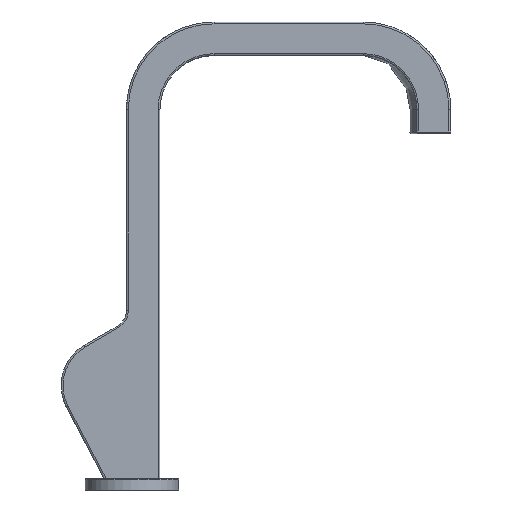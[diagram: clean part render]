
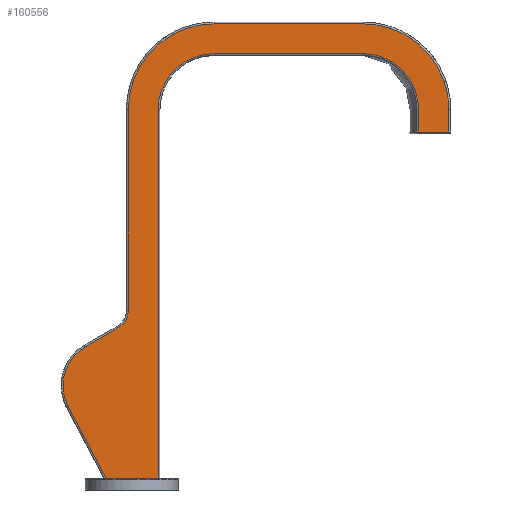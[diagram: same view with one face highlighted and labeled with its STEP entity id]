
A CAD part, front view. The second image highlights one B-rep face of the part: STEP entity #160556.
In plain terms, the highlighted planar face has unit normal (0, -1, 0).
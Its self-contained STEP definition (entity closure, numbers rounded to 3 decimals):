
#159056=CARTESIAN_POINT(' ',(170.,-17.5,186.));
#159057=VERTEX_POINT(' ',#159056);
#159071=CARTESIAN_POINT(' ',(170.,-17.5,186.));
#159076=DIRECTION(' ',(-1.,0.,0.));
#159081=VECTOR(' ',#159076,1.);
#159086=LINE('',#159071,#159081);
#159091=CARTESIAN_POINT(' ',(153.633,-17.5,186.));
#159092=VERTEX_POINT(' ',#159091);
#159096=EDGE_CURVE(' ',#159057,#159092,#159086,.T.);
#159926=DIRECTION(' ',(0.,-1.,0.));
#159931=CARTESIAN_POINT(' ',(-37.518,-17.5,0.));
#159936=DIRECTION(' ',(1.,0.,0.));
#159941=AXIS2_PLACEMENT_3D(' ',#159931,#159926,#159936);
#159946=PLANE('',#159941);
#159951=CARTESIAN_POINT(' ',(170.,-17.5,186.));
#159956=DIRECTION(' ',(0.,0.,1.));
#159961=VECTOR(' ',#159956,1.);
#159966=LINE('',#159951,#159961);
#159971=CARTESIAN_POINT(' ',(170.,-17.5,198.));
#159972=VERTEX_POINT(' ',#159971);
#159976=EDGE_CURVE(' ',#159057,#159972,#159966,.T.);
#159981=ORIENTED_EDGE(' ',*,*,#159976,.T.);
#159986=CARTESIAN_POINT(' ',(123.999,-17.5,197.999));
#159991=DIRECTION(' ',(0.,-1.,0.));
#159996=DIRECTION(' ',(1.,0.,0.));
#160001=AXIS2_PLACEMENT_3D(' ',#159986,#159991,#159996);
#160006=CIRCLE('',#160001,46.001);
#160011=CARTESIAN_POINT(' ',(124.,-17.5,244.));
#160012=VERTEX_POINT(' ',#160011);
#160016=EDGE_CURVE(' ',#159972,#160012,#160006,.T.);
#160021=ORIENTED_EDGE(' ',*,*,#160016,.T.);
#160026=CARTESIAN_POINT(' ',(124.,-17.5,244.));
#160031=DIRECTION(' ',(-1.,0.,0.));
#160036=VECTOR(' ',#160031,1.);
#160041=LINE('',#160026,#160036);
#160046=CARTESIAN_POINT(' ',(44.,-17.5,244.));
#160047=VERTEX_POINT(' ',#160046);
#160051=EDGE_CURVE(' ',#160012,#160047,#160041,.T.);
#160056=ORIENTED_EDGE(' ',*,*,#160051,.T.);
#160061=CARTESIAN_POINT(' ',(44.001,-17.5,197.999));
#160066=DIRECTION(' ',(0.,-1.,0.));
#160071=DIRECTION(' ',(0.,0.,1.));
#160076=AXIS2_PLACEMENT_3D(' ',#160061,#160066,#160071);
#160081=CIRCLE('',#160076,46.001);
#160086=CARTESIAN_POINT(' ',(-2.,-17.5,198.));
#160087=VERTEX_POINT(' ',#160086);
#160091=EDGE_CURVE(' ',#160047,#160087,#160081,.T.);
#160096=ORIENTED_EDGE(' ',*,*,#160091,.T.);
#160101=CARTESIAN_POINT(' ',(-2.,-17.5,198.));
#160106=DIRECTION(' ',(0.,0.,-1.));
#160111=VECTOR(' ',#160106,1.);
#160116=LINE('',#160101,#160111);
#160121=CARTESIAN_POINT(' ',(-2.,-17.5,90.415));
#160122=VERTEX_POINT(' ',#160121);
#160126=EDGE_CURVE(' ',#160087,#160122,#160116,.T.);
#160131=ORIENTED_EDGE(' ',*,*,#160126,.T.);
#160136=CARTESIAN_POINT(' ',(-13.,-17.5,90.415));
#160141=DIRECTION(' ',(0.,1.,-0.));
#160146=DIRECTION(' ',(1.,0.,0.));
#160151=AXIS2_PLACEMENT_3D(' ',#160136,#160141,#160146);
#160156=CIRCLE('',#160151,11.);
#160161=CARTESIAN_POINT(' ',(-7.5,-17.5,80.888));
#160162=VERTEX_POINT(' ',#160161);
#160166=EDGE_CURVE(' ',#160122,#160162,#160156,.T.);
#160171=ORIENTED_EDGE(' ',*,*,#160166,.T.);
#160176=CARTESIAN_POINT(' ',(-7.5,-17.5,80.888));
#160181=DIRECTION(' ',(-0.866,0.,-0.5));
#160186=VECTOR(' ',#160181,1.);
#160191=LINE('',#160176,#160186);
#160196=CARTESIAN_POINT(' ',(-25.,-17.5,70.785));
#160197=VERTEX_POINT(' ',#160196);
#160201=EDGE_CURVE(' ',#160162,#160197,#160191,.T.);
#160206=ORIENTED_EDGE(' ',*,*,#160201,.T.);
#160211=CARTESIAN_POINT(' ',(-12.999,-17.5,50.));
#160216=DIRECTION(' ',(0.,-1.,0.));
#160221=DIRECTION(' ',(-0.5,0.,0.866));
#160226=AXIS2_PLACEMENT_3D(' ',#160211,#160216,#160221);
#160231=CIRCLE('',#160226,24.001);
#160236=CARTESIAN_POINT(' ',(-34.253,-17.5,38.85));
#160237=VERTEX_POINT(' ',#160236);
#160241=EDGE_CURVE(' ',#160197,#160237,#160231,.T.);
#160246=ORIENTED_EDGE(' ',*,*,#160241,.T.);
#160251=CARTESIAN_POINT(' ',(-34.253,-17.5,38.85));
#160256=DIRECTION(' ',(0.465,0.,-0.886));
#160261=VECTOR(' ',#160256,1.);
#160266=LINE('',#160251,#160261);
#160271=CARTESIAN_POINT(' ',(-13.871,-17.5,0.));
#160272=VERTEX_POINT(' ',#160271);
#160276=EDGE_CURVE(' ',#160237,#160272,#160266,.T.);
#160281=ORIENTED_EDGE(' ',*,*,#160276,.T.);
#160286=CARTESIAN_POINT(' ',(-13.871,-17.5,0.));
#160291=DIRECTION(' ',(1.,0.,0.));
#160296=VECTOR(' ',#160291,1.);
#160301=LINE('',#160286,#160296);
#160306=CARTESIAN_POINT(' ',(14.,-17.5,0.));
#160307=VERTEX_POINT(' ',#160306);
#160311=EDGE_CURVE(' ',#160272,#160307,#160301,.T.);
#160316=ORIENTED_EDGE(' ',*,*,#160311,.T.);
#160321=CARTESIAN_POINT(' ',(14.,-17.5,0.));
#160326=DIRECTION(' ',(0.,0.,1.));
#160331=VECTOR(' ',#160326,1.);
#160336=LINE('',#160321,#160331);
#160341=CARTESIAN_POINT(' ',(14.,-17.5,198.));
#160342=VERTEX_POINT(' ',#160341);
#160346=EDGE_CURVE(' ',#160307,#160342,#160336,.T.);
#160351=ORIENTED_EDGE(' ',*,*,#160346,.T.);
#160356=CARTESIAN_POINT(' ',(44.001,-17.5,197.999));
#160361=DIRECTION(' ',(0.,1.,0.));
#160366=DIRECTION(' ',(-1.,0.,0.));
#160371=AXIS2_PLACEMENT_3D(' ',#160356,#160361,#160366);
#160376=CIRCLE('',#160371,30.001);
#160381=CARTESIAN_POINT(' ',(44.,-17.5,228.));
#160382=VERTEX_POINT(' ',#160381);
#160386=EDGE_CURVE(' ',#160342,#160382,#160376,.T.);
#160391=ORIENTED_EDGE(' ',*,*,#160386,.T.);
#160396=CARTESIAN_POINT(' ',(44.,-17.5,228.));
#160401=DIRECTION(' ',(1.,0.,0.));
#160406=VECTOR(' ',#160401,1.);
#160411=LINE('',#160396,#160406);
#160416=CARTESIAN_POINT(' ',(124.,-17.5,228.));
#160417=VERTEX_POINT(' ',#160416);
#160421=EDGE_CURVE(' ',#160382,#160417,#160411,.T.);
#160426=ORIENTED_EDGE(' ',*,*,#160421,.T.);
#160431=CARTESIAN_POINT(' ',(124.,-17.5,228.));
#160436=CARTESIAN_POINT(' ',(126.679,-17.5,228.));
#160441=CARTESIAN_POINT(' ',(129.319,-17.5,227.631));
#160446=CARTESIAN_POINT(' ',(134.904,-17.5,226.063));
#160451=CARTESIAN_POINT(' ',(137.802,-17.5,224.714));
#160456=CARTESIAN_POINT(' ',(142.641,-17.5,221.423));
#160461=CARTESIAN_POINT(' ',(144.673,-17.5,219.603));
#160466=CARTESIAN_POINT(' ',(150.078,-17.5,213.242));
#160471=CARTESIAN_POINT(' ',(152.509,-17.5,207.937));
#160476=CARTESIAN_POINT(' ',(153.531,-17.5,200.847));
#160481=CARTESIAN_POINT(' ',(153.633,-17.5,199.425));
#160486=CARTESIAN_POINT(' ',(153.633,-17.5,198.));
#160491=B_SPLINE_CURVE_WITH_KNOTS('',3,(#160431,#160436,#160441,#160446,#160451,#160456,#160461,#160466,#160471,#160476,#160481,#160486),.UNSPECIFIED.,.F.,.U.,(4,2,2,2,2,4),(0.,0.173,0.38,0.553,0.911,1.),.UNSPECIFIED.);
#160496=CARTESIAN_POINT(' ',(153.633,-17.5,198.));
#160497=VERTEX_POINT(' ',#160496);
#160501=EDGE_CURVE(' ',#160417,#160497,#160491,.T.);
#160506=ORIENTED_EDGE(' ',*,*,#160501,.T.);
#160511=CARTESIAN_POINT(' ',(153.633,-17.5,198.));
#160516=DIRECTION(' ',(0.,0.,-1.));
#160521=VECTOR(' ',#160516,1.);
#160526=LINE('',#160511,#160521);
#160531=EDGE_CURVE(' ',#160497,#159092,#160526,.T.);
#160536=ORIENTED_EDGE(' ',*,*,#160531,.T.);
#160541=ORIENTED_EDGE(' ',*,*,#159096,.F.);
#160546=EDGE_LOOP(' ',(#159981,#160021,#160056,#160096,#160131,#160171,#160206,#160246,#160281,#160316,#160351,#160391,#160426,#160506,#160536,#160541));
#160551=FACE_OUTER_BOUND(' ',#160546,.T.);
#160556=ADVANCED_FACE('',(#160551),#159946,.T.);
